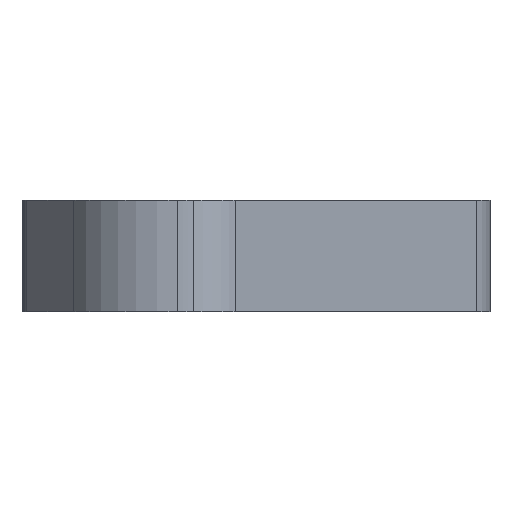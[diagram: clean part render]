
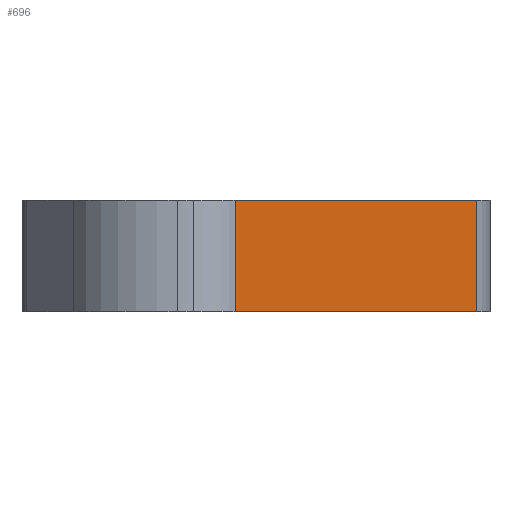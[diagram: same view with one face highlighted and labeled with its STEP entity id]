
A CAD part, left-side view. The second image highlights one B-rep face of the part: STEP entity #696.
In plain terms, the highlighted planar face has unit normal (-0.615, -0.788, 0).
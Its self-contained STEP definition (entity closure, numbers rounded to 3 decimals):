
#105 = VERTEX_POINT ( 'NONE', #159 ) ;
#152 = CARTESIAN_POINT ( 'NONE',  ( 48.028, 61.57, 0. ) ) ;
#157 = VECTOR ( 'NONE', #983, 1000. ) ;
#159 = CARTESIAN_POINT ( 'NONE',  ( 186.752, -46.642, 0. ) ) ;
#164 = CARTESIAN_POINT ( 'NONE',  ( 48.028, 61.57, 7. ) ) ;
#225 = CARTESIAN_POINT ( 'NONE',  ( 186.752, -46.642, 7. ) ) ;
#233 = DIRECTION ( 'NONE',  ( 0., 0., 1. ) ) ;
#246 = LINE ( 'NONE', #753, #506 ) ;
#253 = ORIENTED_EDGE ( 'NONE', *, *, #1498, .T. ) ;
#360 = CARTESIAN_POINT ( 'NONE',  ( 206.147, -61.771, 0. ) ) ;
#416 = DIRECTION ( 'NONE',  ( -0.788, 0.615, 0. ) ) ;
#506 = VECTOR ( 'NONE', #233, 1000. ) ;
#514 = LINE ( 'NONE', #542, #1123 ) ;
#532 = VERTEX_POINT ( 'NONE', #360 ) ;
#533 = DIRECTION ( 'NONE',  ( -0.788, 0.615, 0. ) ) ;
#535 = DIRECTION ( 'NONE',  ( 0.788, -0.615, 0. ) ) ;
#542 = CARTESIAN_POINT ( 'NONE',  ( 48.028, 61.57, 7. ) ) ;
#625 = LINE ( 'NONE', #872, #157 ) ;
#643 = ORIENTED_EDGE ( 'NONE', *, *, #1539, .F. ) ;
#673 = FACE_OUTER_BOUND ( 'NONE', #890, .T. ) ;
#696 = ADVANCED_FACE ( 'NONE', ( #673 ), #799, .T. ) ;
#743 = VERTEX_POINT ( 'NONE', #1325 ) ;
#753 = CARTESIAN_POINT ( 'NONE',  ( 206.147, -61.771, 7. ) ) ;
#799 = PLANE ( 'NONE',  #1261 ) ;
#872 = CARTESIAN_POINT ( 'NONE',  ( 186.752, -46.642, 0. ) ) ;
#890 = EDGE_LOOP ( 'NONE', ( #643, #1270, #253, #928 ) ) ;
#928 = ORIENTED_EDGE ( 'NONE', *, *, #1298, .T. ) ;
#983 = DIRECTION ( 'NONE',  ( 0., 0., -1. ) ) ;
#1044 = DIRECTION ( 'NONE',  ( -0.615, -0.788, 0. ) ) ;
#1123 = VECTOR ( 'NONE', #533, 1000. ) ;
#1261 = AXIS2_PLACEMENT_3D ( 'NONE', #164, #1044, #535 ) ;
#1270 = ORIENTED_EDGE ( 'NONE', *, *, #1309, .T. ) ;
#1279 = LINE ( 'NONE', #152, #1345 ) ;
#1298 = EDGE_CURVE ( 'NONE', #1432, #105, #625, .T. ) ;
#1309 = EDGE_CURVE ( 'NONE', #532, #743, #246, .T. ) ;
#1325 = CARTESIAN_POINT ( 'NONE',  ( 206.147, -61.771, 7. ) ) ;
#1345 = VECTOR ( 'NONE', #416, 1000. ) ;
#1432 = VERTEX_POINT ( 'NONE', #225 ) ;
#1498 = EDGE_CURVE ( 'NONE', #743, #1432, #514, .T. ) ;
#1539 = EDGE_CURVE ( 'NONE', #532, #105, #1279, .T. ) ;
